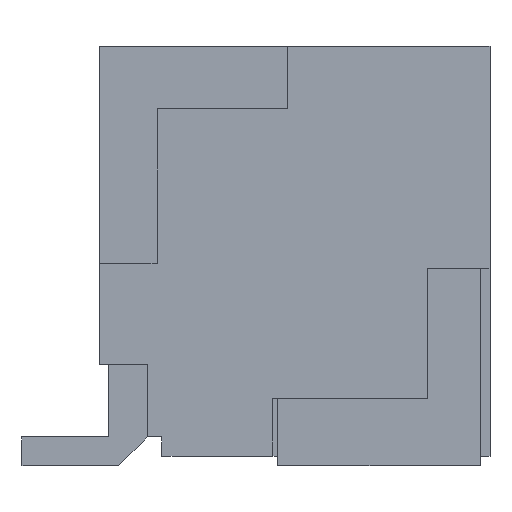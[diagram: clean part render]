
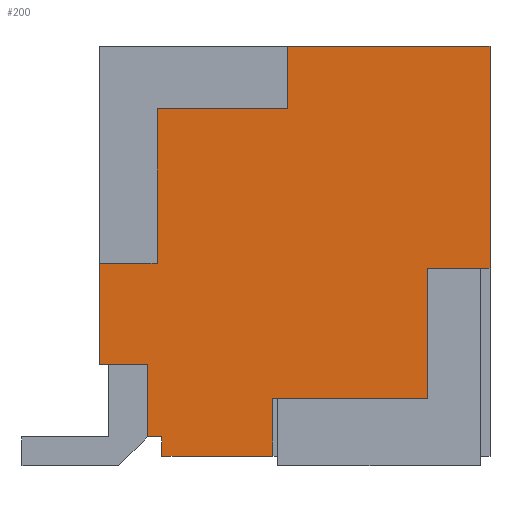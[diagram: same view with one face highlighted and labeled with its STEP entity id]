
A CAD part, left-side view. The second image highlights one B-rep face of the part: STEP entity #200.
In plain terms, the highlighted planar face has unit normal (-1, 0, 0).
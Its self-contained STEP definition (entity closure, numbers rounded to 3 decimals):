
#200 = ADVANCED_FACE( 'NONE', ( #467 ), #468, .F. );
#467 = FACE_OUTER_BOUND( '', #802, .T. );
#468 = PLANE( '', #803 );
#802 = EDGE_LOOP( '', ( #1338, #1339, #1340, #1341, #1342, #1343, #1344, #1345, #1346, #1347, #1348, #1349, #1350, #1351, #1352, #1353 ) );
#803 = AXIS2_PLACEMENT_3D( '', #1354, #1355, #1356 );
#1338 = ORIENTED_EDGE( '', *, *, #2237, .T. );
#1339 = ORIENTED_EDGE( '', *, *, #2083, .T. );
#1340 = ORIENTED_EDGE( '', *, *, #2238, .F. );
#1341 = ORIENTED_EDGE( '', *, *, #2239, .T. );
#1342 = ORIENTED_EDGE( '', *, *, #2240, .T. );
#1343 = ORIENTED_EDGE( '', *, *, #2241, .T. );
#1344 = ORIENTED_EDGE( '', *, *, #2242, .T. );
#1345 = ORIENTED_EDGE( '', *, *, #2243, .F. );
#1346 = ORIENTED_EDGE( '', *, *, #2244, .T. );
#1347 = ORIENTED_EDGE( '', *, *, #2063, .T. );
#1348 = ORIENTED_EDGE( '', *, *, #2126, .T. );
#1349 = ORIENTED_EDGE( '', *, *, #2245, .T. );
#1350 = ORIENTED_EDGE( '', *, *, #2184, .T. );
#1351 = ORIENTED_EDGE( '', *, *, #2246, .T. );
#1352 = ORIENTED_EDGE( '', *, *, #2150, .T. );
#1353 = ORIENTED_EDGE( '', *, *, #2247, .T. );
#1354 = CARTESIAN_POINT( '', ( -5.375, -2.56, 0. ) );
#1355 = DIRECTION( '', ( 1., 0., 0. ) );
#1356 = DIRECTION( '', ( 0., 0., 1. ) );
#2063 = EDGE_CURVE( 'NONE', #2475, #2476, #2477, .T. );
#2083 = EDGE_CURVE( 'NONE', #2513, #2511, #2514, .T. );
#2126 = EDGE_CURVE( 'NONE', #2476, #2586, #2587, .T. );
#2150 = EDGE_CURVE( 'NONE', #2629, #2627, #2630, .T. );
#2184 = EDGE_CURVE( 'NONE', #2684, #2685, #2686, .T. );
#2237 = EDGE_CURVE( 'NONE', #2773, #2513, #2774, .T. );
#2238 = EDGE_CURVE( 'NONE', #2775, #2511, #2776, .T. );
#2239 = EDGE_CURVE( 'NONE', #2775, #2777, #2778, .T. );
#2240 = EDGE_CURVE( 'NONE', #2777, #2779, #2780, .T. );
#2241 = EDGE_CURVE( 'NONE', #2779, #2781, #2782, .T. );
#2242 = EDGE_CURVE( 'NONE', #2781, #2783, #2784, .T. );
#2243 = EDGE_CURVE( 'NONE', #2785, #2783, #2786, .T. );
#2244 = EDGE_CURVE( 'NONE', #2785, #2475, #2787, .T. );
#2245 = EDGE_CURVE( 'NONE', #2586, #2684, #2788, .T. );
#2246 = EDGE_CURVE( 'NONE', #2685, #2629, #2789, .T. );
#2247 = EDGE_CURVE( 'NONE', #2627, #2773, #2790, .T. );
#2475 = VERTEX_POINT( 'NONE', #3079 );
#2476 = VERTEX_POINT( 'NONE', #3080 );
#2477 = LINE( '', #3081, #3082 );
#2511 = VERTEX_POINT( 'NONE', #3131 );
#2513 = VERTEX_POINT( 'NONE', #3134 );
#2514 = LINE( '', #3135, #3136 );
#2586 = VERTEX_POINT( 'NONE', #3241 );
#2587 = LINE( '', #3242, #3243 );
#2627 = VERTEX_POINT( 'NONE', #3303 );
#2629 = VERTEX_POINT( 'NONE', #3306 );
#2630 = LINE( '', #3307, #3308 );
#2684 = VERTEX_POINT( 'NONE', #3388 );
#2685 = VERTEX_POINT( 'NONE', #3389 );
#2686 = LINE( '', #3390, #3391 );
#2773 = VERTEX_POINT( 'NONE', #3519 );
#2774 = LINE( '', #3520, #3521 );
#2775 = VERTEX_POINT( 'NONE', #3522 );
#2776 = LINE( '', #3523, #3524 );
#2777 = VERTEX_POINT( 'NONE', #3525 );
#2778 = LINE( '', #3526, #3527 );
#2779 = VERTEX_POINT( 'NONE', #3528 );
#2780 = LINE( '', #3529, #3530 );
#2781 = VERTEX_POINT( 'NONE', #3531 );
#2782 = LINE( '', #3532, #3533 );
#2783 = VERTEX_POINT( 'NONE', #3534 );
#2784 = LINE( '', #3535, #3536 );
#2785 = VERTEX_POINT( 'NONE', #3537 );
#2786 = LINE( '', #3538, #3539 );
#2787 = LINE( '', #3540, #3541 );
#2788 = LINE( '', #3542, #3543 );
#2789 = LINE( '', #3544, #3545 );
#2790 = LINE( '', #3546, #3547 );
#3079 = CARTESIAN_POINT( '', ( -5.375, -0.46, 4.25 ) );
#3080 = CARTESIAN_POINT( '', ( -5.375, -0.46, 3.6 ) );
#3081 = CARTESIAN_POINT( '', ( -5.375, -0.46, 4.25 ) );
#3082 = VECTOR( '', #3952, 1000. );
#3131 = CARTESIAN_POINT( '', ( -5.375, 0.84, 0. ) );
#3134 = CARTESIAN_POINT( '', ( -5.375, 0.84, 0.2 ) );
#3135 = CARTESIAN_POINT( '', ( -5.375, 0.84, 0.2 ) );
#3136 = VECTOR( '', #3969, 1000. );
#3241 = CARTESIAN_POINT( '', ( -5.375, 0.89, 3.6 ) );
#3242 = CARTESIAN_POINT( '', ( -5.375, -0.46, 3.6 ) );
#3243 = VECTOR( '', #4003, 1000. );
#3303 = CARTESIAN_POINT( '', ( -5.375, 0.99, 0.95 ) );
#3306 = CARTESIAN_POINT( '', ( -5.375, 1.49, 0.95 ) );
#3307 = CARTESIAN_POINT( '', ( -5.375, 1.49, 0.95 ) );
#3308 = VECTOR( '', #4025, 1000. );
#3388 = CARTESIAN_POINT( '', ( -5.375, 0.89, 2. ) );
#3389 = CARTESIAN_POINT( '', ( -5.375, 1.49, 2. ) );
#3390 = CARTESIAN_POINT( '', ( -5.375, 0.89, 2. ) );
#3391 = VECTOR( '', #4052, 1000. );
#3519 = CARTESIAN_POINT( '', ( -5.375, 0.99, 0.2 ) );
#3520 = CARTESIAN_POINT( '', ( -5.375, 0.99, 0.2 ) );
#3521 = VECTOR( '', #4094, 1000. );
#3522 = CARTESIAN_POINT( '', ( -5.375, -0.31, 0. ) );
#3523 = CARTESIAN_POINT( '', ( -5.375, -2.56, 0. ) );
#3524 = VECTOR( '', #4095, 1000. );
#3525 = CARTESIAN_POINT( '', ( -5.375, -0.31, 0.6 ) );
#3526 = CARTESIAN_POINT( '', ( -5.375, -0.31, 0.6 ) );
#3527 = VECTOR( '', #4096, 1000. );
#3528 = CARTESIAN_POINT( '', ( -5.375, -1.91, 0.6 ) );
#3529 = CARTESIAN_POINT( '', ( -5.375, -1.91, 0.6 ) );
#3530 = VECTOR( '', #4097, 1000. );
#3531 = CARTESIAN_POINT( '', ( -5.375, -1.91, 1.95 ) );
#3532 = CARTESIAN_POINT( '', ( -5.375, -1.91, 1.95 ) );
#3533 = VECTOR( '', #4098, 1000. );
#3534 = CARTESIAN_POINT( '', ( -5.375, -2.56, 1.95 ) );
#3535 = CARTESIAN_POINT( '', ( -5.375, -2.56, 1.95 ) );
#3536 = VECTOR( '', #4099, 1000. );
#3537 = CARTESIAN_POINT( '', ( -5.375, -2.56, 4.25 ) );
#3538 = CARTESIAN_POINT( '', ( -5.375, -2.56, 0. ) );
#3539 = VECTOR( '', #4100, 1000. );
#3540 = CARTESIAN_POINT( '', ( -5.375, -2.56, 4.25 ) );
#3541 = VECTOR( '', #4101, 1000. );
#3542 = CARTESIAN_POINT( '', ( -5.375, 0.89, 3.6 ) );
#3543 = VECTOR( '', #4102, 1000. );
#3544 = CARTESIAN_POINT( '', ( -5.375, 1.49, 0. ) );
#3545 = VECTOR( '', #4103, 1000. );
#3546 = CARTESIAN_POINT( '', ( -5.375, 0.99, 0.95 ) );
#3547 = VECTOR( '', #4104, 1000. );
#3952 = DIRECTION( '', ( 0., 0., -1. ) );
#3969 = DIRECTION( '', ( 0., 0., -1. ) );
#4003 = DIRECTION( '', ( 0., 1., 0. ) );
#4025 = DIRECTION( '', ( 0., -1., 0. ) );
#4052 = DIRECTION( '', ( 0., 1., 0. ) );
#4094 = DIRECTION( '', ( 0., -1., 0. ) );
#4095 = DIRECTION( '', ( 0., 1., 0. ) );
#4096 = DIRECTION( '', ( 0., 0., 1. ) );
#4097 = DIRECTION( '', ( 0., -1., 0. ) );
#4098 = DIRECTION( '', ( 0., 0., 1. ) );
#4099 = DIRECTION( '', ( 0., -1., 0. ) );
#4100 = DIRECTION( '', ( 0., 0., -1. ) );
#4101 = DIRECTION( '', ( 0., 1., 0. ) );
#4102 = DIRECTION( '', ( 0., 0., -1. ) );
#4103 = DIRECTION( '', ( 0., 0., -1. ) );
#4104 = DIRECTION( '', ( 0., 0., -1. ) );
